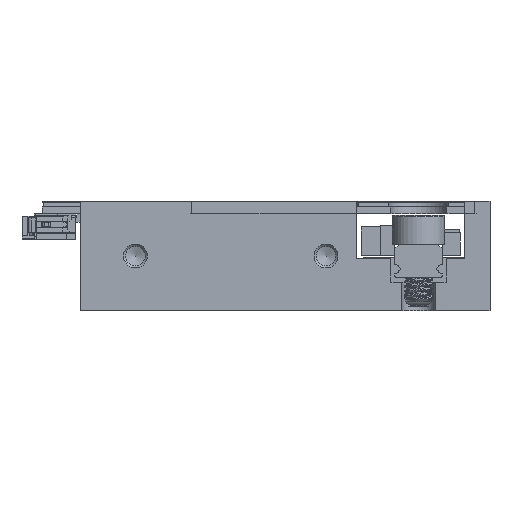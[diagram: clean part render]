
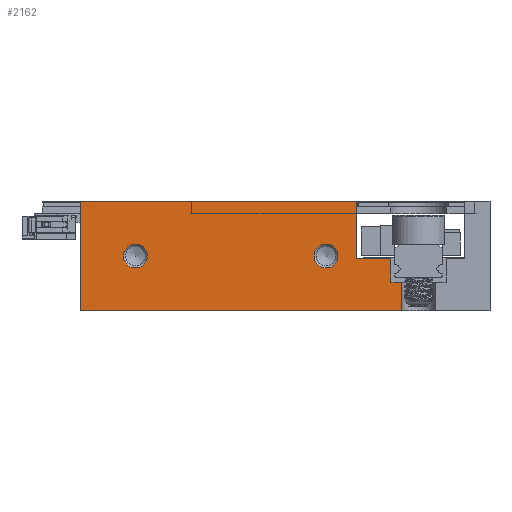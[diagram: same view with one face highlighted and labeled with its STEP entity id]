
A CAD part, left-side view. The second image highlights one B-rep face of the part: STEP entity #2162.
In plain terms, the highlighted planar face has unit normal (-1, 0, 0).
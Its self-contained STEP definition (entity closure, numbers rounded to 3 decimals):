
#1488=FACE_BOUND('',#5609,.T.);
#1489=FACE_BOUND('',#5610,.T.);
#1490=FACE_BOUND('',#5611,.T.);
#2162=ADVANCED_FACE('',(#1488,#1489,#1490),#3510,.F.);
#3510=PLANE('',#27060);
#5609=EDGE_LOOP('',(#8163));
#5610=EDGE_LOOP('',(#8164));
#5611=EDGE_LOOP('',(#8165,#8166,#8167,#8168,#8169,#8170,#8171,#8172));
#7380=CIRCLE('',#27058,1.25);
#7381=CIRCLE('',#27059,1.25);
#8163=ORIENTED_EDGE('',*,*,#17808,.T.);
#8164=ORIENTED_EDGE('',*,*,#17809,.T.);
#8165=ORIENTED_EDGE('',*,*,#17788,.T.);
#8166=ORIENTED_EDGE('',*,*,#17810,.T.);
#8167=ORIENTED_EDGE('',*,*,#17811,.T.);
#8168=ORIENTED_EDGE('',*,*,#17812,.T.);
#8169=ORIENTED_EDGE('',*,*,#17813,.T.);
#8170=ORIENTED_EDGE('',*,*,#17766,.T.);
#8171=ORIENTED_EDGE('',*,*,#17740,.F.);
#8172=ORIENTED_EDGE('',*,*,#17750,.T.);
#15262=VERTEX_POINT('',#36127);
#15263=VERTEX_POINT('',#36129);
#15270=VERTEX_POINT('',#36146);
#15281=VERTEX_POINT('',#36178);
#15300=VERTEX_POINT('',#36222);
#15316=VERTEX_POINT('',#36263);
#15317=VERTEX_POINT('',#36265);
#15318=VERTEX_POINT('',#36267);
#15319=VERTEX_POINT('',#36269);
#15320=VERTEX_POINT('',#36271);
#17740=EDGE_CURVE('',#15262,#15263,#21323,.T.);
#17750=EDGE_CURVE('',#15262,#15270,#21331,.T.);
#17766=EDGE_CURVE('',#15281,#15263,#21347,.T.);
#17788=EDGE_CURVE('',#15270,#15300,#21358,.T.);
#17808=EDGE_CURVE('',#15316,#15316,#7380,.T.);
#17809=EDGE_CURVE('',#15317,#15317,#7381,.T.);
#17810=EDGE_CURVE('',#15300,#15318,#21377,.T.);
#17811=EDGE_CURVE('',#15318,#15319,#21378,.T.);
#17812=EDGE_CURVE('',#15319,#15320,#21379,.T.);
#17813=EDGE_CURVE('',#15320,#15281,#21380,.T.);
#21323=LINE('',#36128,#24188);
#21331=LINE('',#36147,#24196);
#21347=LINE('',#36177,#24212);
#21358=LINE('',#36223,#24223);
#21377=LINE('',#36266,#24242);
#21378=LINE('',#36268,#24243);
#21379=LINE('',#36270,#24244);
#21380=LINE('',#36272,#24245);
#24188=VECTOR('',#29132,1.);
#24196=VECTOR('',#29146,1.);
#24212=VECTOR('',#29170,1.);
#24223=VECTOR('',#29211,1.);
#24242=VECTOR('',#29244,1.);
#24243=VECTOR('',#29245,1.);
#24244=VECTOR('',#29246,1.);
#24245=VECTOR('',#29247,1.);
#27058=AXIS2_PLACEMENT_3D('',#36262,#29240,#29241);
#27059=AXIS2_PLACEMENT_3D('',#36264,#29242,#29243);
#27060=AXIS2_PLACEMENT_3D('',#36273,#29248,#29249);
#29132=DIRECTION('',(0.,-1.,0.));
#29146=DIRECTION('',(0.,0.,-1.));
#29170=DIRECTION('',(0.,0.,1.));
#29211=DIRECTION('',(0.,-1.,0.));
#29240=DIRECTION('',(1.,0.,0.));
#29241=DIRECTION('',(0.,1.,0.));
#29242=DIRECTION('',(1.,0.,0.));
#29243=DIRECTION('',(0.,1.,0.));
#29244=DIRECTION('',(0.,0.,1.));
#29245=DIRECTION('',(0.,1.,0.));
#29246=DIRECTION('',(0.,0.,1.));
#29247=DIRECTION('',(0.,1.,0.));
#29248=DIRECTION('',(1.,0.,0.));
#29249=DIRECTION('',(0.,1.,0.));
#36127=CARTESIAN_POINT('',(-15.,43.,11.5));
#36128=CARTESIAN_POINT('',(-15.,43.,11.5));
#36129=CARTESIAN_POINT('',(-15.,14.05,11.5));
#36146=CARTESIAN_POINT('',(-15.,43.,0.));
#36147=CARTESIAN_POINT('',(-15.,43.,11.5));
#36177=CARTESIAN_POINT('',(-15.,14.05,5.5));
#36178=CARTESIAN_POINT('',(-15.,14.05,5.5));
#36222=CARTESIAN_POINT('',(-15.,9.25,0.));
#36223=CARTESIAN_POINT('',(-15.,43.,0.));
#36262=CARTESIAN_POINT('',(-15.,37.2,5.75));
#36263=CARTESIAN_POINT('',(-15.,38.45,5.75));
#36264=CARTESIAN_POINT('',(-15.,17.2,5.75));
#36265=CARTESIAN_POINT('',(-15.,18.45,5.75));
#36266=CARTESIAN_POINT('',(-15.,9.25,-0.3));
#36267=CARTESIAN_POINT('',(-15.,9.25,3.));
#36268=CARTESIAN_POINT('',(-15.,4.6,3.));
#36269=CARTESIAN_POINT('',(-15.,10.4,3.));
#36270=CARTESIAN_POINT('',(-15.,10.4,3.));
#36271=CARTESIAN_POINT('',(-15.,10.4,5.5));
#36272=CARTESIAN_POINT('',(-15.,10.4,5.5));
#36273=CARTESIAN_POINT('',(-15.,43.,11.5));
